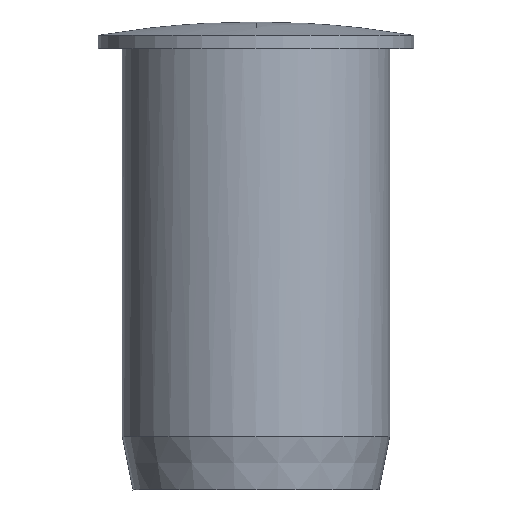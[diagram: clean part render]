
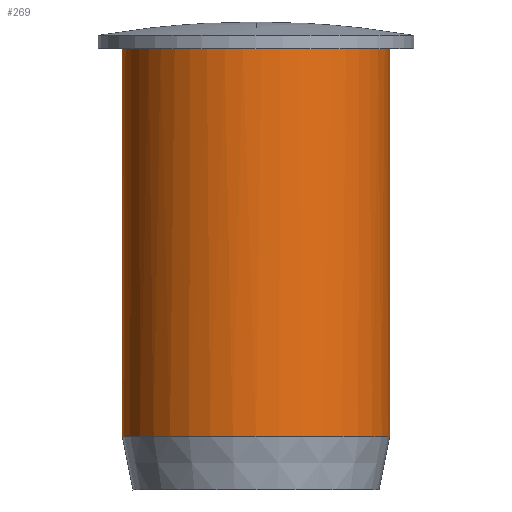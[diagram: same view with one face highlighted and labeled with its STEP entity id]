
A CAD part, front view. The second image highlights one B-rep face of the part: STEP entity #269.
In plain terms, the highlighted cylindrical face has radius 5 mm (diameter 10 mm), a partial arc.
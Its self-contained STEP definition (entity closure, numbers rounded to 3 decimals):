
#242=AXIS2_PLACEMENT_3D('Cylinder Axis2P3D',#239,#240,#241) ;
#253=AXIS2_PLACEMENT_3D('Circle Axis2P3D',#251,#252,$) ;
#124=CARTESIAN_POINT('Control Point',(10.9,5.9,16.5)) ;
#125=CARTESIAN_POINT('Control Point',(10.9,5.352,16.5)) ;
#126=CARTESIAN_POINT('Control Point',(10.825,4.805,16.5)) ;
#127=CARTESIAN_POINT('Control Point',(10.675,4.27,16.5)) ;
#128=CARTESIAN_POINT('Control Point',(10.233,3.257,16.5)) ;
#129=CARTESIAN_POINT('Control Point',(9.534,2.4,16.5)) ;
#130=CARTESIAN_POINT('Control Point',(9.128,2.022,16.5)) ;
#131=CARTESIAN_POINT('Control Point',(8.223,1.388,16.5)) ;
#132=CARTESIAN_POINT('Control Point',(7.18,1.02,16.5)) ;
#133=CARTESIAN_POINT('Control Point',(6.636,0.909,16.5)) ;
#134=CARTESIAN_POINT('Control Point',(5.533,0.838,16.5)) ;
#135=CARTESIAN_POINT('Control Point',(4.452,1.067,16.5)) ;
#136=CARTESIAN_POINT('Control Point',(3.93,1.255,16.5)) ;
#137=CARTESIAN_POINT('Control Point',(2.951,1.77,16.5)) ;
#138=CARTESIAN_POINT('Control Point',(2.147,2.528,16.5)) ;
#139=CARTESIAN_POINT('Control Point',(1.799,2.961,16.5)) ;
#140=CARTESIAN_POINT('Control Point',(1.307,3.784,16.5)) ;
#141=CARTESIAN_POINT('Control Point',(1.022,4.696,16.5)) ;
#142=CARTESIAN_POINT('Control Point',(0.941,5.094,16.5)) ;
#143=CARTESIAN_POINT('Control Point',(0.9,5.497,16.5)) ;
#144=CARTESIAN_POINT('Control Point',(0.9,5.9,16.5)) ;
#145=CARTESIAN_POINT('Vertex',(10.9,5.9,16.5)) ;
#147=CARTESIAN_POINT('Vertex',(0.9,5.9,16.5)) ;
#239=CARTESIAN_POINT('Axis2P3D Location',(5.9,5.9,16.5)) ;
#244=CARTESIAN_POINT('Line Origine',(0.9,5.9,16.5)) ;
#248=CARTESIAN_POINT('Vertex',(0.9,5.9,2.)) ;
#251=CARTESIAN_POINT('Axis2P3D Location',(5.9,5.9,2.)) ;
#255=CARTESIAN_POINT('Vertex',(10.9,5.9,2.)) ;
#258=CARTESIAN_POINT('Line Origine',(10.9,5.9,16.5)) ;
#240=DIRECTION('Axis2P3D Direction',(0.,0.,-1.)) ;
#241=DIRECTION('Axis2P3D XDirection',(-1.,0.,-0.)) ;
#245=DIRECTION('Vector Direction',(0.,0.,-1.)) ;
#252=DIRECTION('Axis2P3D Direction',(0.,0.,-1.)) ;
#259=DIRECTION('Vector Direction',(0.,0.,-1.)) ;
#246=VECTOR('Line Direction',#245,1.) ;
#260=VECTOR('Line Direction',#259,1.) ;
#264=ORIENTED_EDGE('',*,*,#250,.F.) ;
#265=ORIENTED_EDGE('',*,*,#257,.T.) ;
#266=ORIENTED_EDGE('',*,*,#262,.F.) ;
#267=ORIENTED_EDGE('',*,*,#149,.T.) ;
#269=ADVANCED_FACE('CABTITE BP 10MM PA',(#268),#243,.T.) ;
#123=B_SPLINE_CURVE_WITH_KNOTS('',5,(#124,#125,#126,#127,#128,#129,#130,#131,#132,#133,#134,#135,#136,#137,#138,#139,#140,#141,#142,#143,#144),.UNSPECIFIED.,.F.,.U.,(6,3,3,3,3,3,6),(0.,3.884,7.768,11.652,15.536,19.421,22.279),.UNSPECIFIED.) ;
#254=CIRCLE('generated circle',#253,5.) ;
#243=CYLINDRICAL_SURFACE('generated cylinder',#242,5.) ;
#149=EDGE_CURVE('',#146,#148,#123,.T.) ;
#250=EDGE_CURVE('',#249,#148,#247,.F.) ;
#257=EDGE_CURVE('',#249,#256,#254,.F.) ;
#262=EDGE_CURVE('',#146,#256,#261,.T.) ;
#263=EDGE_LOOP('',(#264,#265,#266,#267)) ;
#268=FACE_OUTER_BOUND('',#263,.T.) ;
#247=LINE('Line',#244,#246) ;
#261=LINE('Line',#258,#260) ;
#146=VERTEX_POINT('',#145) ;
#148=VERTEX_POINT('',#147) ;
#249=VERTEX_POINT('',#248) ;
#256=VERTEX_POINT('',#255) ;
